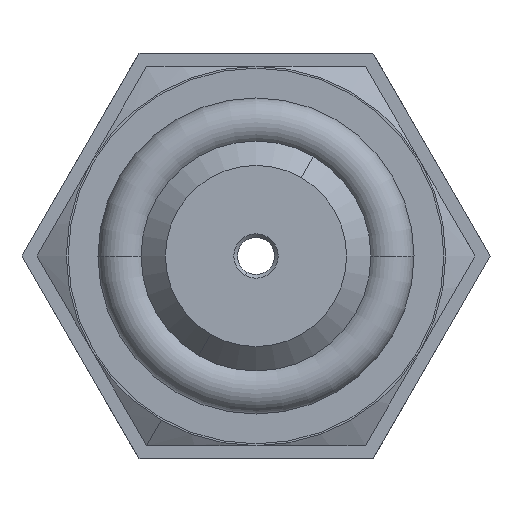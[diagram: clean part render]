
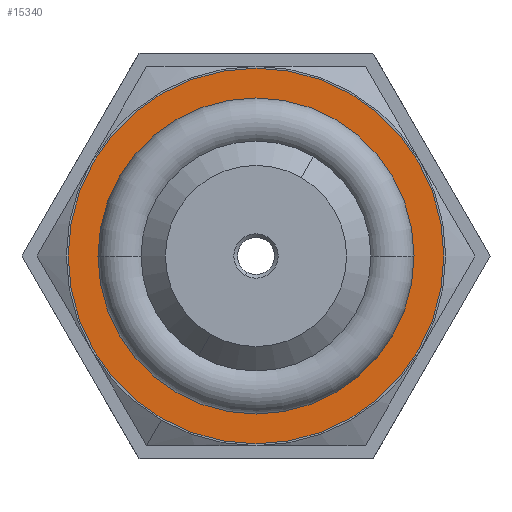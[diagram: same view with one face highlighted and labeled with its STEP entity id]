
A CAD part, left-side view. The second image highlights one B-rep face of the part: STEP entity #15340.
In plain terms, the highlighted planar face has unit normal (-1, 0, 0).
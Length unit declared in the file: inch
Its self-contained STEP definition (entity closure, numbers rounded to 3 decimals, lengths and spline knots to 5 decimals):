
#119 = EDGE_LOOP ( 'NONE', ( #21379, #16120 ) ) ;
#617 = DIRECTION ( 'NONE',  ( 0., -0.5, 0.866 ) ) ;
#728 = FACE_BOUND ( 'NONE', #119, .T. ) ;
#1606 = CARTESIAN_POINT ( 'NONE',  ( -1.0715, 0., 0. ) ) ;
#2062 = VERTEX_POINT ( 'NONE', #20144 ) ;
#2394 = DIRECTION ( 'NONE',  ( 0., 0., 1. ) ) ;
#2960 = CIRCLE ( 'NONE', #15892, 0.13 ) ;
#3848 = DIRECTION ( 'NONE',  ( 0., 0.5, -0.866 ) ) ;
#5124 = EDGE_CURVE ( 'NONE', #2062, #16736, #13640, .T. ) ;
#5228 = PLANE ( 'NONE',  #17942 ) ;
#7401 = DIRECTION ( 'NONE',  ( 1., 0., 0. ) ) ;
#7462 = CARTESIAN_POINT ( 'NONE',  ( -1.0715, 0., 0. ) ) ;
#7953 = EDGE_CURVE ( 'NONE', #24814, #10647, #23303, .T. ) ;
#7998 = AXIS2_PLACEMENT_3D ( 'NONE', #21494, #28534, #617 ) ;
#9577 = EDGE_CURVE ( 'NONE', #10647, #24814, #29570, .T. ) ;
#9581 = FACE_OUTER_BOUND ( 'NONE', #27956, .T. ) ;
#10440 = DIRECTION ( 'NONE',  ( 1., 0., 0. ) ) ;
#10647 = VERTEX_POINT ( 'NONE', #20872 ) ;
#13640 = CIRCLE ( 'NONE', #28514, 0.13 ) ;
#14074 = DIRECTION ( 'NONE',  ( -1., 0., 0. ) ) ;
#14156 = AXIS2_PLACEMENT_3D ( 'NONE', #23034, #7401, #25439 ) ;
#15340 = ADVANCED_FACE ( 'NONE', ( #728, #9581 ), #5228, .T. ) ;
#15892 = AXIS2_PLACEMENT_3D ( 'NONE', #1606, #28937, #3848 ) ;
#16120 = ORIENTED_EDGE ( 'NONE', *, *, #5124, .T. ) ;
#16736 = VERTEX_POINT ( 'NONE', #17585 ) ;
#17585 = CARTESIAN_POINT ( 'NONE',  ( -1.0715, 0.065, -0.11258 ) ) ;
#17616 = CARTESIAN_POINT ( 'NONE',  ( -1.0715, -0.07725, 0.1338 ) ) ;
#17942 = AXIS2_PLACEMENT_3D ( 'NONE', #18738, #14074, #2394 ) ;
#18738 = CARTESIAN_POINT ( 'NONE',  ( -1.0715, 0.1338, 0.07725 ) ) ;
#20144 = CARTESIAN_POINT ( 'NONE',  ( -1.0715, -0.065, 0.11258 ) ) ;
#20766 = ORIENTED_EDGE ( 'NONE', *, *, #7953, .F. ) ;
#20872 = CARTESIAN_POINT ( 'NONE',  ( -1.0715, 0.07725, -0.1338 ) ) ;
#21379 = ORIENTED_EDGE ( 'NONE', *, *, #23198, .T. ) ;
#21494 = CARTESIAN_POINT ( 'NONE',  ( -1.0715, 0., 0. ) ) ;
#23034 = CARTESIAN_POINT ( 'NONE',  ( -1.0715, 0., 0. ) ) ;
#23198 = EDGE_CURVE ( 'NONE', #16736, #2062, #2960, .T. ) ;
#23303 = CIRCLE ( 'NONE', #14156, 0.1545 ) ;
#24444 = ORIENTED_EDGE ( 'NONE', *, *, #9577, .F. ) ;
#24814 = VERTEX_POINT ( 'NONE', #17616 ) ;
#25439 = DIRECTION ( 'NONE',  ( 0., -0.5, 0.866 ) ) ;
#27956 = EDGE_LOOP ( 'NONE', ( #20766, #24444 ) ) ;
#28514 = AXIS2_PLACEMENT_3D ( 'NONE', #7462, #10440, #28773 ) ;
#28534 = DIRECTION ( 'NONE',  ( 1., 0., 0. ) ) ;
#28773 = DIRECTION ( 'NONE',  ( 0., 0.5, -0.866 ) ) ;
#28937 = DIRECTION ( 'NONE',  ( 1., 0., 0. ) ) ;
#29570 = CIRCLE ( 'NONE', #7998, 0.1545 ) ;
